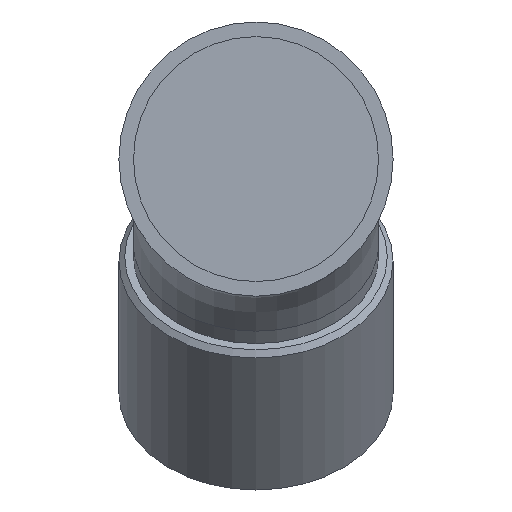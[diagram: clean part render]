
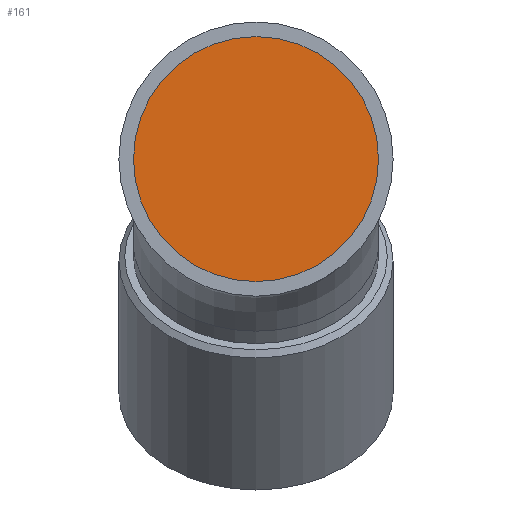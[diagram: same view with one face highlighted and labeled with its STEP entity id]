
A CAD part, front view. The second image highlights one B-rep face of the part: STEP entity #161.
In plain terms, the highlighted planar face has unit normal (0, -1, 0).
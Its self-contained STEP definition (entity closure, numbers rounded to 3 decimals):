
#29=ORIENTED_EDGE('',*,*,#57,.F.);
#57=EDGE_CURVE('',#71,#71,#85,.T.);
#71=VERTEX_POINT('',#281);
#85=CIRCLE('',#190,21.);
#99=EDGE_LOOP('',(#29));
#127=FACE_BOUND('',#99,.T.);
#155=PLANE('',#189);
#161=ADVANCED_FACE('',(#127),#155,.F.);
#189=AXIS2_PLACEMENT_3D('',#279,#220,#221);
#190=AXIS2_PLACEMENT_3D('',#280,#222,#223);
#220=DIRECTION('',(0.,1.,0.));
#221=DIRECTION('',(0.,0.,1.));
#222=DIRECTION('',(0.,1.,0.));
#223=DIRECTION('',(1.,0.,0.));
#279=CARTESIAN_POINT('',(0.,-6.,0.));
#280=CARTESIAN_POINT('',(0.,-6.,0.));
#281=CARTESIAN_POINT('',(21.,-6.,0.));
